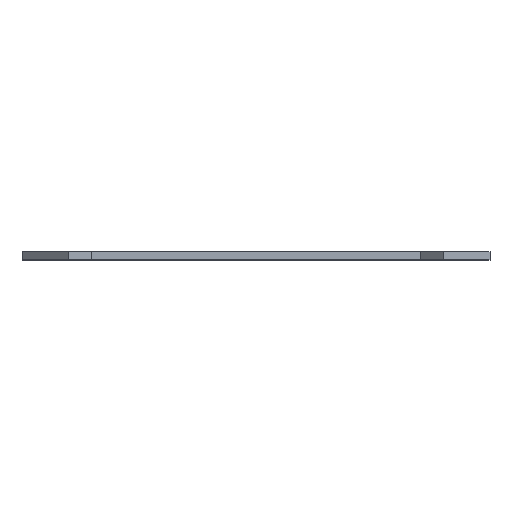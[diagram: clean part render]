
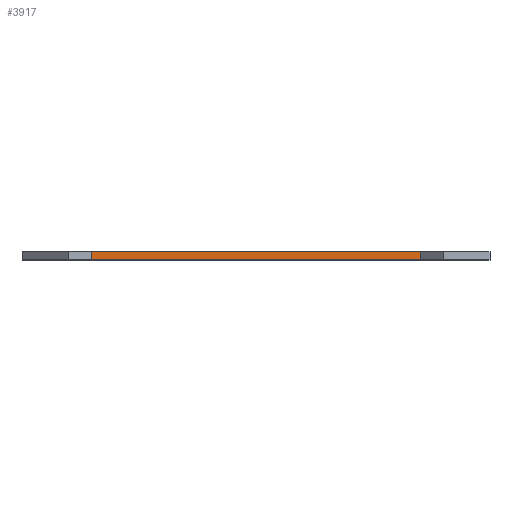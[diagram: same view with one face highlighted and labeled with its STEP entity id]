
A CAD part, top view. The second image highlights one B-rep face of the part: STEP entity #3917.
In plain terms, the highlighted planar face has unit normal (0, 0, 1).
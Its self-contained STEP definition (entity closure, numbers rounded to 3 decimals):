
#1875 = ORIENTED_EDGE ( 'NONE', *, *, #8305, .F. ) ;
#2729 = VERTEX_POINT ( 'NONE', #13001 ) ;
#3173 = LINE ( 'NONE', #29179, #14886 ) ;
#3917 = ADVANCED_FACE ( 'NONE', ( #19770 ), #20622, .F. ) ;
#4644 = CARTESIAN_POINT ( 'NONE',  ( -105.208, 5., 125. ) ) ;
#4794 = DIRECTION ( 'NONE',  ( 1., 0., 0. ) ) ;
#7922 = LINE ( 'NONE', #19386, #16144 ) ;
#8305 = EDGE_CURVE ( 'NONE', #34317, #2729, #7922, .T. ) ;
#9117 = CARTESIAN_POINT ( 'NONE',  ( -125., 5., 125. ) ) ;
#12005 = CARTESIAN_POINT ( 'NONE',  ( -105.208, 5., 125. ) ) ;
#12085 = EDGE_CURVE ( 'NONE', #26888, #30096, #48206, .T. ) ;
#13001 = CARTESIAN_POINT ( 'NONE',  ( 105.208, 0., 125. ) ) ;
#14886 = VECTOR ( 'NONE', #33105, 1000. ) ;
#15028 = AXIS2_PLACEMENT_3D ( 'NONE', #9117, #20120, #35067 ) ;
#15800 = CARTESIAN_POINT ( 'NONE',  ( -125., 5., 125. ) ) ;
#15950 = DIRECTION ( 'NONE',  ( 0., -1., 0. ) ) ;
#16144 = VECTOR ( 'NONE', #30691, 1000. ) ;
#18776 = EDGE_CURVE ( 'NONE', #30096, #2729, #3173, .T. ) ;
#19386 = CARTESIAN_POINT ( 'NONE',  ( 105.208, 5., 125. ) ) ;
#19458 = ORIENTED_EDGE ( 'NONE', *, *, #12085, .T. ) ;
#19770 = FACE_OUTER_BOUND ( 'NONE', #34701, .T. ) ;
#19885 = LINE ( 'NONE', #15800, #34581 ) ;
#20120 = DIRECTION ( 'NONE',  ( 0., 0., -1. ) ) ;
#20622 = PLANE ( 'NONE',  #15028 ) ;
#25953 = VECTOR ( 'NONE', #15950, 1000. ) ;
#26888 = VERTEX_POINT ( 'NONE', #12005 ) ;
#29179 = CARTESIAN_POINT ( 'NONE',  ( -125., 0., 125. ) ) ;
#30096 = VERTEX_POINT ( 'NONE', #47162 ) ;
#30691 = DIRECTION ( 'NONE',  ( 0., -1., 0. ) ) ;
#31964 = CARTESIAN_POINT ( 'NONE',  ( 105.208, 5., 125. ) ) ;
#33105 = DIRECTION ( 'NONE',  ( 1., 0., 0. ) ) ;
#34317 = VERTEX_POINT ( 'NONE', #31964 ) ;
#34581 = VECTOR ( 'NONE', #4794, 1000. ) ;
#34701 = EDGE_LOOP ( 'NONE', ( #43584, #19458, #48039, #1875 ) ) ;
#35067 = DIRECTION ( 'NONE',  ( -1., 0., 0. ) ) ;
#35556 = EDGE_CURVE ( 'NONE', #26888, #34317, #19885, .T. ) ;
#43584 = ORIENTED_EDGE ( 'NONE', *, *, #35556, .F. ) ;
#47162 = CARTESIAN_POINT ( 'NONE',  ( -105.208, 0., 125. ) ) ;
#48039 = ORIENTED_EDGE ( 'NONE', *, *, #18776, .T. ) ;
#48206 = LINE ( 'NONE', #4644, #25953 ) ;
